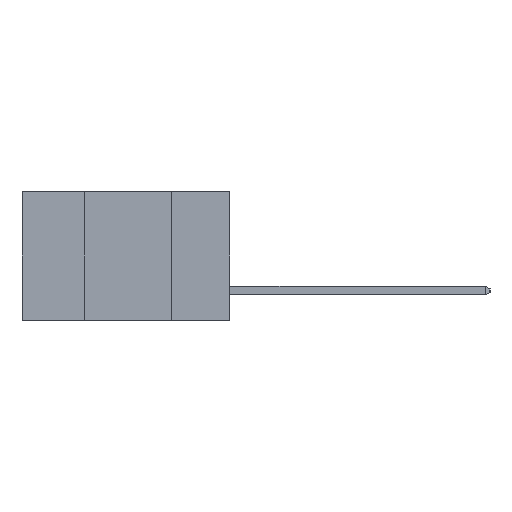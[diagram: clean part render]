
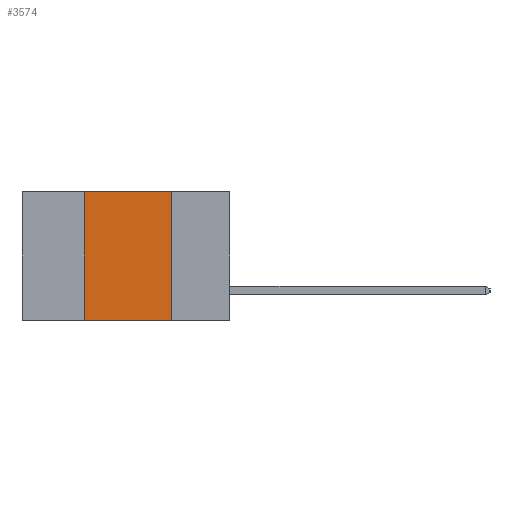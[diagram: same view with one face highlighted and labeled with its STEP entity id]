
A CAD part, left-side view. The second image highlights one B-rep face of the part: STEP entity #3574.
In plain terms, the highlighted planar face has unit normal (-1, 0, 0).
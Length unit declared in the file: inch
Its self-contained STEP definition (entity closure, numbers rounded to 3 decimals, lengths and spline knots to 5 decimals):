
#645 = EDGE_LOOP ( 'NONE', ( #13606, #20366, #12138, #7868 ) ) ;
#1212 = CARTESIAN_POINT ( 'NONE',  ( 0., 0.42, -0.37 ) ) ;
#1349 = VERTEX_POINT ( 'NONE', #14846 ) ;
#2943 = LINE ( 'NONE', #11172, #7177 ) ;
#3414 = EDGE_CURVE ( 'NONE', #5985, #21222, #14555, .T. ) ;
#3574 = ADVANCED_FACE ( 'NONE', ( #6265 ), #12712, .F. ) ;
#4972 = CARTESIAN_POINT ( 'NONE',  ( 0., 0.42, 0. ) ) ;
#5502 = LINE ( 'NONE', #17685, #19245 ) ;
#5681 = CARTESIAN_POINT ( 'NONE',  ( 0., 0.17, 0. ) ) ;
#5985 = VERTEX_POINT ( 'NONE', #4972 ) ;
#6265 = FACE_OUTER_BOUND ( 'NONE', #645, .T. ) ;
#7177 = VECTOR ( 'NONE', #12949, 39.37008 ) ;
#7309 = VECTOR ( 'NONE', #15584, 39.37008 ) ;
#7868 = ORIENTED_EDGE ( 'NONE', *, *, #17872, .T. ) ;
#8941 = AXIS2_PLACEMENT_3D ( 'NONE', #12416, #12389, #12257 ) ;
#11172 = CARTESIAN_POINT ( 'NONE',  ( 0., 0.6, -0.37 ) ) ;
#11985 = EDGE_CURVE ( 'NONE', #17388, #5985, #12188, .T. ) ;
#12138 = ORIENTED_EDGE ( 'NONE', *, *, #11985, .F. ) ;
#12188 = LINE ( 'NONE', #1212, #7309 ) ;
#12257 = DIRECTION ( 'NONE',  ( 0., 0., -1. ) ) ;
#12389 = DIRECTION ( 'NONE',  ( 1., 0., 0. ) ) ;
#12416 = CARTESIAN_POINT ( 'NONE',  ( 0., 0.6, 0. ) ) ;
#12712 = PLANE ( 'NONE',  #8941 ) ;
#12949 = DIRECTION ( 'NONE',  ( 0., -1., 0. ) ) ;
#13606 = ORIENTED_EDGE ( 'NONE', *, *, #17151, .F. ) ;
#14555 = LINE ( 'NONE', #22553, #19166 ) ;
#14846 = CARTESIAN_POINT ( 'NONE',  ( 0., 0.17, -0.37 ) ) ;
#15584 = DIRECTION ( 'NONE',  ( 0., 0., 1. ) ) ;
#17151 = EDGE_CURVE ( 'NONE', #21222, #1349, #5502, .T. ) ;
#17388 = VERTEX_POINT ( 'NONE', #21858 ) ;
#17685 = CARTESIAN_POINT ( 'NONE',  ( 0., 0.17, -0.37 ) ) ;
#17872 = EDGE_CURVE ( 'NONE', #17388, #1349, #2943, .T. ) ;
#19166 = VECTOR ( 'NONE', #22550, 39.37008 ) ;
#19245 = VECTOR ( 'NONE', #22900, 39.37008 ) ;
#20366 = ORIENTED_EDGE ( 'NONE', *, *, #3414, .F. ) ;
#21222 = VERTEX_POINT ( 'NONE', #5681 ) ;
#21858 = CARTESIAN_POINT ( 'NONE',  ( 0., 0.42, -0.37 ) ) ;
#22550 = DIRECTION ( 'NONE',  ( 0., -1., 0. ) ) ;
#22553 = CARTESIAN_POINT ( 'NONE',  ( 0., 0.6, 0. ) ) ;
#22900 = DIRECTION ( 'NONE',  ( 0., 0., -1. ) ) ;
